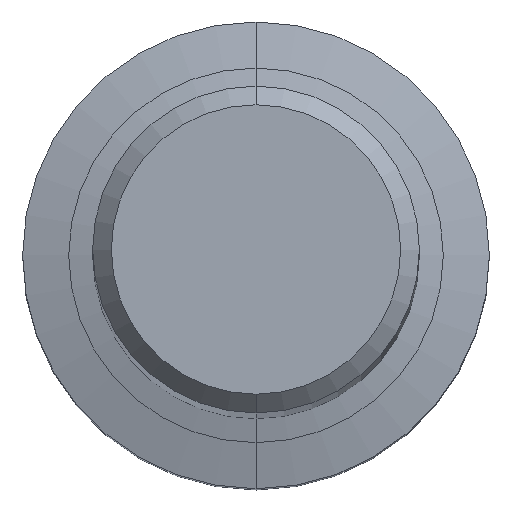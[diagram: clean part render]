
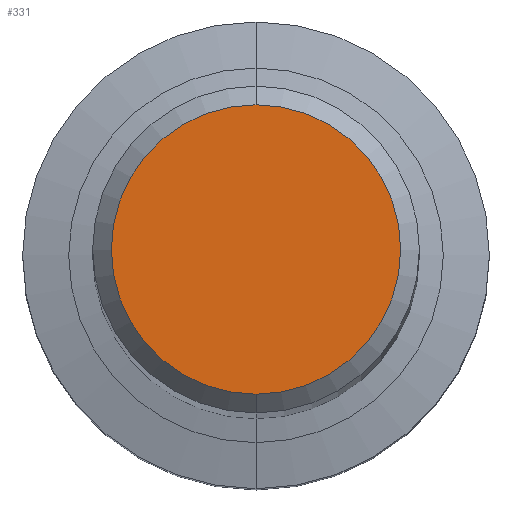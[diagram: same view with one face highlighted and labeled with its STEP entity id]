
A CAD part, top view. The second image highlights one B-rep face of the part: STEP entity #331.
In plain terms, the highlighted planar face has unit normal (0, 0, 1).
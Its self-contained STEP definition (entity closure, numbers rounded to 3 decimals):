
#271=EDGE_CURVE('',#465,#321,#632,.T.);
#321=VERTEX_POINT('',#686);
#331=ADVANCED_FACE('',(#697),#698,.T.);
#437=EDGE_CURVE('',#321,#465,#818,.T.);
#465=VERTEX_POINT('',#850);
#632=CIRCLE('',#1082,3.1);
#686=CARTESIAN_POINT('',(0.0,3.1,0.0));
#697=FACE_OUTER_BOUND('',#1274,.T.);
#698=PLANE('',#1275);
#818=CIRCLE('',#1464,3.1);
#850=CARTESIAN_POINT('',(0.,-3.1,0.0));
#1082=AXIS2_PLACEMENT_3D('',#1730,#1731,#1732);
#1274=EDGE_LOOP('',(#1793,#1794));
#1275=AXIS2_PLACEMENT_3D('',#1795,#1796,#1797);
#1464=AXIS2_PLACEMENT_3D('',#1938,#1939,#1940);
#1730=CARTESIAN_POINT('',(0.0,0.0,0.0));
#1731=DIRECTION('',(0.0,0.0,-1.0));
#1732=DIRECTION('',(0.0,1.0,0.0));
#1793=ORIENTED_EDGE('',*,*,#437,.F.);
#1794=ORIENTED_EDGE('',*,*,#271,.F.);
#1795=CARTESIAN_POINT('',(0.0,1.55,0.0));
#1796=DIRECTION('',(-0.0,0.0,1.0));
#1797=DIRECTION('',(0.0,-1.0,0.0));
#1938=CARTESIAN_POINT('',(0.0,0.0,0.0));
#1939=DIRECTION('',(0.0,0.0,-1.0));
#1940=DIRECTION('',(0.0,1.0,0.0));
